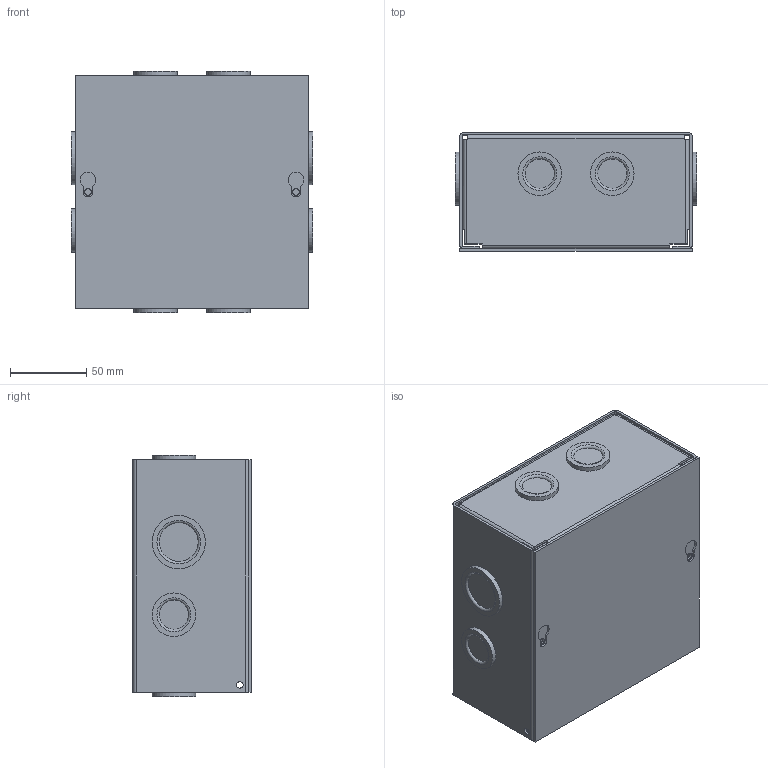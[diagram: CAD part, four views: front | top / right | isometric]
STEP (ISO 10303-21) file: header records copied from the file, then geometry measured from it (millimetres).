
FILE_DESCRIPTION( ( 'Unknown' ), '1' );
FILE_NAME( 'DUKO060603.stp', 'Unknown', ( 'Unknown' ), ( 'Unknown' ), 'PSStep 16.0.42', 'Unknown', ' ' );
FILE_SCHEMA( ( 'AUTOMOTIVE_DESIGN { 1 0 10303 214 1 1 1 1 }' ) );
Length unit declared in the file: millimetre
Products named in the file (5): DUKO060603_BOITIER; DUKOxx0603E_16Ga; DUKO060603B_16Ga; Assem1; D0606C_16Ga
Assembly tree (5 placements, depth 3):
  Assem1
    D0606C_16Ga
    DUKO060603_BOITIER
      DUKOxx0603E_16Ga  x2
      DUKO060603B_16Ga
Bounding box: 158.5 x 77.72 x 158.5 mm (x, y, z)
Volume: 159437.7 mm3; surface area: 213778.5 mm2
Topology: 4 solids, 4 shells, 327 faces, 764 edges, 506 vertices
Faces by surface type: plane 218, cylinder 70, torus 24, cone 8, extrusion 7
Full cylindrical faces by diameter (mm): 0.346 x2, 3.658 x2, 4.293 x4, 6.35 x4, 6.706 x2, 25.527 x6, 28.575 x6, 31.877 x2, 34.925 x2
Entity records: 10107 total; most frequent: CARTESIAN_POINT 1535, DIRECTION 1273, ORIENTED_EDGE 1200, EDGE_CURVE 600, AXIS2_PLACEMENT_3D 445, VERTEX_POINT 420, EDGE_LOOP 392, VECTOR 383
